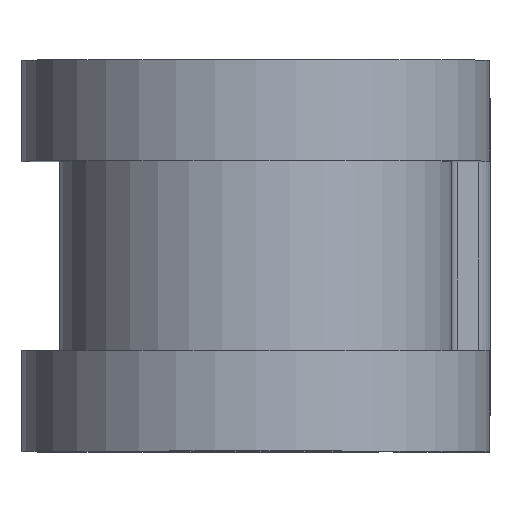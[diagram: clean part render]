
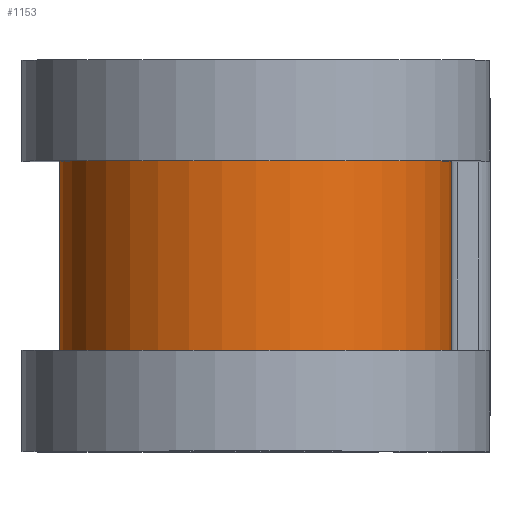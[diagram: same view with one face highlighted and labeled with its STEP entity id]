
A CAD part, top view. The second image highlights one B-rep face of the part: STEP entity #1153.
In plain terms, the highlighted cylindrical face has radius 7.887 mm (diameter 15.773 mm), a partial arc.
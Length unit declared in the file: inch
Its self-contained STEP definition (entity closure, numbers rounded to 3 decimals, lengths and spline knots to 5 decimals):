
#81 = VECTOR ( 'NONE', #1389, 39.37008 ) ;
#127 = DIRECTION ( 'NONE',  ( 0., 0., -1. ) ) ;
#148 = AXIS2_PLACEMENT_3D ( 'NONE', #2105, #1146, #127 ) ;
#212 = CARTESIAN_POINT ( 'NONE',  ( 0.3105, -0.15, 0.437 ) ) ;
#214 = DIRECTION ( 'NONE',  ( 0., 0., -1. ) ) ;
#286 = FACE_OUTER_BOUND ( 'NONE', #1439, .T. ) ;
#314 = ORIENTED_EDGE ( 'NONE', *, *, #1534, .T. ) ;
#346 = EDGE_CURVE ( 'NONE', #726, #1749, #1086, .T. ) ;
#485 = ORIENTED_EDGE ( 'NONE', *, *, #1135, .T. ) ;
#537 = ORIENTED_EDGE ( 'NONE', *, *, #1878, .F. ) ;
#544 = CARTESIAN_POINT ( 'NONE',  ( 0., 0.15, 0.437 ) ) ;
#553 = CIRCLE ( 'NONE', #148, 0.3105 ) ;
#554 = VECTOR ( 'NONE', #1303, 39.37008 ) ;
#700 = VERTEX_POINT ( 'NONE', #905 ) ;
#715 = DIRECTION ( 'NONE',  ( 0., 0., -1. ) ) ;
#726 = VERTEX_POINT ( 'NONE', #742 ) ;
#742 = CARTESIAN_POINT ( 'NONE',  ( 0.3105, 0.15, 0.437 ) ) ;
#768 = AXIS2_PLACEMENT_3D ( 'NONE', #544, #1697, #715 ) ;
#905 = CARTESIAN_POINT ( 'NONE',  ( -0.3105, -0.15, 0.437 ) ) ;
#1004 = LINE ( 'NONE', #1293, #554 ) ;
#1066 = CARTESIAN_POINT ( 'NONE',  ( 0.3105, 0.25, 0.437 ) ) ;
#1086 = LINE ( 'NONE', #1066, #81 ) ;
#1135 = EDGE_CURVE ( 'NONE', #726, #1906, #2022, .T. ) ;
#1146 = DIRECTION ( 'NONE',  ( 0., -1., 0. ) ) ;
#1153 = ADVANCED_FACE ( 'NONE', ( #286 ), #1557, .T. ) ;
#1220 = AXIS2_PLACEMENT_3D ( 'NONE', #1855, #1374, #214 ) ;
#1293 = CARTESIAN_POINT ( 'NONE',  ( -0.3105, 0.25, 0.437 ) ) ;
#1303 = DIRECTION ( 'NONE',  ( 0., -1., 0. ) ) ;
#1374 = DIRECTION ( 'NONE',  ( 0., -1., 0. ) ) ;
#1389 = DIRECTION ( 'NONE',  ( 0., -1., 0. ) ) ;
#1439 = EDGE_LOOP ( 'NONE', ( #1919, #485, #314, #537 ) ) ;
#1534 = EDGE_CURVE ( 'NONE', #1906, #700, #1004, .T. ) ;
#1557 = CYLINDRICAL_SURFACE ( 'NONE', #1220, 0.3105 ) ;
#1697 = DIRECTION ( 'NONE',  ( 0., -1., 0. ) ) ;
#1749 = VERTEX_POINT ( 'NONE', #212 ) ;
#1855 = CARTESIAN_POINT ( 'NONE',  ( 0., 0.25, 0.437 ) ) ;
#1878 = EDGE_CURVE ( 'NONE', #1749, #700, #553, .T. ) ;
#1906 = VERTEX_POINT ( 'NONE', #1938 ) ;
#1919 = ORIENTED_EDGE ( 'NONE', *, *, #346, .F. ) ;
#1938 = CARTESIAN_POINT ( 'NONE',  ( -0.3105, 0.15, 0.437 ) ) ;
#2022 = CIRCLE ( 'NONE', #768, 0.3105 ) ;
#2105 = CARTESIAN_POINT ( 'NONE',  ( 0., -0.15, 0.437 ) ) ;
